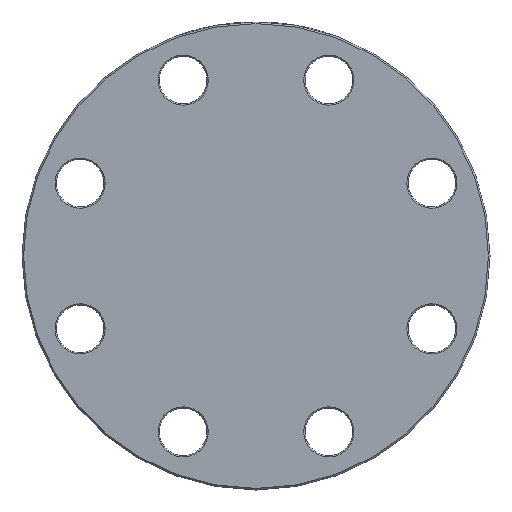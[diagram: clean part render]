
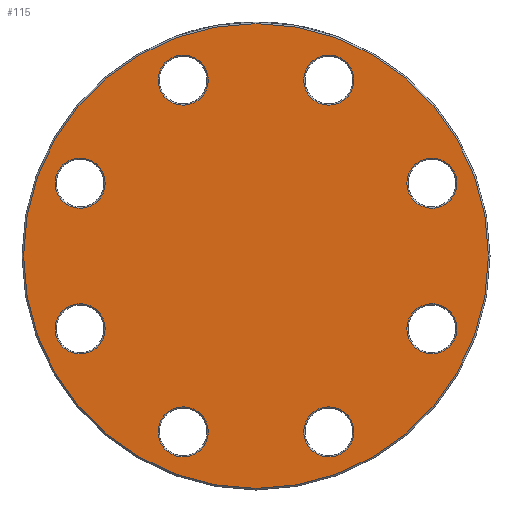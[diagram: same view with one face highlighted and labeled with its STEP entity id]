
A CAD part, left-side view. The second image highlights one B-rep face of the part: STEP entity #115.
In plain terms, the highlighted planar face has unit normal (-1, 0, 0).
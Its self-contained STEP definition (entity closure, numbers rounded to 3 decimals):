
#115 = ADVANCED_FACE ( 'NONE', ( #4109, #5636, #5190, #1617, #1652, #2603, #2958, #1194, #263 ), #3788, .F. ) ;
#116 = CIRCLE ( 'NONE', #3663, 15.8 ) ;
#127 = AXIS2_PLACEMENT_3D ( 'NONE', #3362, #1125, #2058 ) ;
#138 = DIRECTION ( 'NONE',  ( 0., 0., -1. ) ) ;
#140 = DIRECTION ( 'NONE',  ( 0., 0., -1. ) ) ;
#153 = EDGE_LOOP ( 'NONE', ( #612 ) ) ;
#155 = DIRECTION ( 'NONE',  ( 1., 0., 0. ) ) ;
#241 = ORIENTED_EDGE ( 'NONE', *, *, #2438, .T. ) ;
#253 = CARTESIAN_POINT ( 'NONE',  ( 0., 110.866, -61.722 ) ) ;
#263 = FACE_BOUND ( 'NONE', #2163, .T. ) ;
#332 = CIRCLE ( 'NONE', #127, 15.8 ) ;
#555 = DIRECTION ( 'NONE',  ( 1., 0., 0. ) ) ;
#574 = ORIENTED_EDGE ( 'NONE', *, *, #5862, .T. ) ;
#586 = CARTESIAN_POINT ( 'NONE',  ( 0., 110.866, -45.922 ) ) ;
#612 = ORIENTED_EDGE ( 'NONE', *, *, #5309, .T. ) ;
#613 = VERTEX_POINT ( 'NONE', #5688 ) ;
#616 = DIRECTION ( 'NONE',  ( 0., 0., -1. ) ) ;
#628 = ORIENTED_EDGE ( 'NONE', *, *, #670, .T. ) ;
#670 = EDGE_CURVE ( 'NONE', #613, #613, #1509, .T. ) ;
#1051 = AXIS2_PLACEMENT_3D ( 'NONE', #4159, #5545, #140 ) ;
#1125 = DIRECTION ( 'NONE',  ( 1., 0., 0. ) ) ;
#1194 = FACE_BOUND ( 'NONE', #2916, .T. ) ;
#1235 = CARTESIAN_POINT ( 'NONE',  ( 0., -45.922, 110.866 ) ) ;
#1283 = DIRECTION ( 'NONE',  ( 1., 0., 0. ) ) ;
#1391 = EDGE_LOOP ( 'NONE', ( #5890 ) ) ;
#1479 = CARTESIAN_POINT ( 'NONE',  ( 0., -110.866, -45.922 ) ) ;
#1509 = CIRCLE ( 'NONE', #2281, 15.8 ) ;
#1598 = DIRECTION ( 'NONE',  ( 1., 0., 0. ) ) ;
#1617 = FACE_BOUND ( 'NONE', #153, .T. ) ;
#1652 = FACE_BOUND ( 'NONE', #3290, .T. ) ;
#1669 = CARTESIAN_POINT ( 'NONE',  ( 0., 45.922, 95.066 ) ) ;
#1684 = EDGE_CURVE ( 'NONE', #3011, #3011, #3921, .T. ) ;
#1702 = VERTEX_POINT ( 'NONE', #2265 ) ;
#2058 = DIRECTION ( 'NONE',  ( 0., 0., -1. ) ) ;
#2086 = VERTEX_POINT ( 'NONE', #1669 ) ;
#2163 = EDGE_LOOP ( 'NONE', ( #3436 ) ) ;
#2265 = CARTESIAN_POINT ( 'NONE',  ( 0., -45.922, 95.066 ) ) ;
#2281 = AXIS2_PLACEMENT_3D ( 'NONE', #4723, #555, #616 ) ;
#2380 = DIRECTION ( 'NONE',  ( 0., 0., -1. ) ) ;
#2425 = AXIS2_PLACEMENT_3D ( 'NONE', #1235, #3865, #2514 ) ;
#2438 = EDGE_CURVE ( 'NONE', #5206, #5206, #2825, .T. ) ;
#2514 = DIRECTION ( 'NONE',  ( 0., 0., -1. ) ) ;
#2521 = CIRCLE ( 'NONE', #5474, 15.8 ) ;
#2594 = VERTEX_POINT ( 'NONE', #5844 ) ;
#2603 = FACE_BOUND ( 'NONE', #3222, .T. ) ;
#2825 = CIRCLE ( 'NONE', #3685, 15.8 ) ;
#2835 = EDGE_CURVE ( 'NONE', #4352, #4352, #2521, .T. ) ;
#2907 = EDGE_CURVE ( 'NONE', #2086, #2086, #5772, .T. ) ;
#2916 = EDGE_LOOP ( 'NONE', ( #5678 ) ) ;
#2937 = EDGE_LOOP ( 'NONE', ( #628 ) ) ;
#2940 = ORIENTED_EDGE ( 'NONE', *, *, #2907, .T. ) ;
#2958 = FACE_BOUND ( 'NONE', #1391, .T. ) ;
#3002 = CIRCLE ( 'NONE', #5381, 146.5 ) ;
#3011 = VERTEX_POINT ( 'NONE', #4803 ) ;
#3040 = CARTESIAN_POINT ( 'NONE',  ( 0., 0., -146.5 ) ) ;
#3222 = EDGE_LOOP ( 'NONE', ( #241 ) ) ;
#3290 = EDGE_LOOP ( 'NONE', ( #4881 ) ) ;
#3336 = CARTESIAN_POINT ( 'NONE',  ( 0., 0., 0. ) ) ;
#3362 = CARTESIAN_POINT ( 'NONE',  ( 0., -45.922, -110.866 ) ) ;
#3429 = DIRECTION ( 'NONE',  ( 1., 0., 0. ) ) ;
#3436 = ORIENTED_EDGE ( 'NONE', *, *, #2835, .T. ) ;
#3491 = CARTESIAN_POINT ( 'NONE',  ( 0., -110.866, -61.722 ) ) ;
#3544 = EDGE_LOOP ( 'NONE', ( #574 ) ) ;
#3554 = VERTEX_POINT ( 'NONE', #4866 ) ;
#3559 = CARTESIAN_POINT ( 'NONE',  ( 0., 45.922, 110.866 ) ) ;
#3663 = AXIS2_PLACEMENT_3D ( 'NONE', #4982, #4548, #4958 ) ;
#3685 = AXIS2_PLACEMENT_3D ( 'NONE', #1479, #155, #2380 ) ;
#3788 = PLANE ( 'NONE',  #4382 ) ;
#3865 = DIRECTION ( 'NONE',  ( 1., 0., 0. ) ) ;
#3921 = CIRCLE ( 'NONE', #1051, 15.8 ) ;
#3946 = DIRECTION ( 'NONE',  ( 0., 0., -1. ) ) ;
#4030 = VERTEX_POINT ( 'NONE', #3040 ) ;
#4109 = FACE_OUTER_BOUND ( 'NONE', #3544, .T. ) ;
#4159 = CARTESIAN_POINT ( 'NONE',  ( 0., -110.866, 45.922 ) ) ;
#4320 = DIRECTION ( 'NONE',  ( 0., 0., -1. ) ) ;
#4352 = VERTEX_POINT ( 'NONE', #253 ) ;
#4382 = AXIS2_PLACEMENT_3D ( 'NONE', #3336, #1598, #3946 ) ;
#4425 = DIRECTION ( 'NONE',  ( 0., 0., -1. ) ) ;
#4548 = DIRECTION ( 'NONE',  ( 1., 0., 0. ) ) ;
#4628 = EDGE_CURVE ( 'NONE', #3554, #3554, #116, .T. ) ;
#4722 = CIRCLE ( 'NONE', #2425, 15.8 ) ;
#4723 = CARTESIAN_POINT ( 'NONE',  ( 0., 110.866, 45.922 ) ) ;
#4749 = DIRECTION ( 'NONE',  ( -1., 0., 0. ) ) ;
#4803 = CARTESIAN_POINT ( 'NONE',  ( 0., -110.866, 30.122 ) ) ;
#4866 = CARTESIAN_POINT ( 'NONE',  ( 0., 45.922, -126.666 ) ) ;
#4881 = ORIENTED_EDGE ( 'NONE', *, *, #1684, .T. ) ;
#4918 = AXIS2_PLACEMENT_3D ( 'NONE', #3559, #1283, #4425 ) ;
#4958 = DIRECTION ( 'NONE',  ( 0., 0., -1. ) ) ;
#4982 = CARTESIAN_POINT ( 'NONE',  ( 0., 45.922, -110.866 ) ) ;
#5190 = FACE_BOUND ( 'NONE', #5310, .T. ) ;
#5206 = VERTEX_POINT ( 'NONE', #3491 ) ;
#5301 = CARTESIAN_POINT ( 'NONE',  ( 0., 0., 0. ) ) ;
#5309 = EDGE_CURVE ( 'NONE', #1702, #1702, #4722, .T. ) ;
#5310 = EDGE_LOOP ( 'NONE', ( #2940 ) ) ;
#5381 = AXIS2_PLACEMENT_3D ( 'NONE', #5301, #4749, #4320 ) ;
#5474 = AXIS2_PLACEMENT_3D ( 'NONE', #586, #3429, #138 ) ;
#5545 = DIRECTION ( 'NONE',  ( 1., 0., 0. ) ) ;
#5636 = FACE_BOUND ( 'NONE', #2937, .T. ) ;
#5678 = ORIENTED_EDGE ( 'NONE', *, *, #4628, .T. ) ;
#5688 = CARTESIAN_POINT ( 'NONE',  ( 0., 110.866, 30.122 ) ) ;
#5772 = CIRCLE ( 'NONE', #4918, 15.8 ) ;
#5844 = CARTESIAN_POINT ( 'NONE',  ( 0., -45.922, -126.666 ) ) ;
#5862 = EDGE_CURVE ( 'NONE', #4030, #4030, #3002, .T. ) ;
#5890 = ORIENTED_EDGE ( 'NONE', *, *, #5898, .T. ) ;
#5898 = EDGE_CURVE ( 'NONE', #2594, #2594, #332, .T. ) ;
